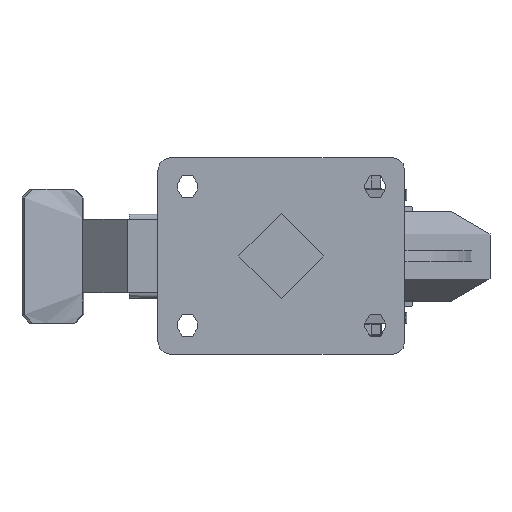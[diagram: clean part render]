
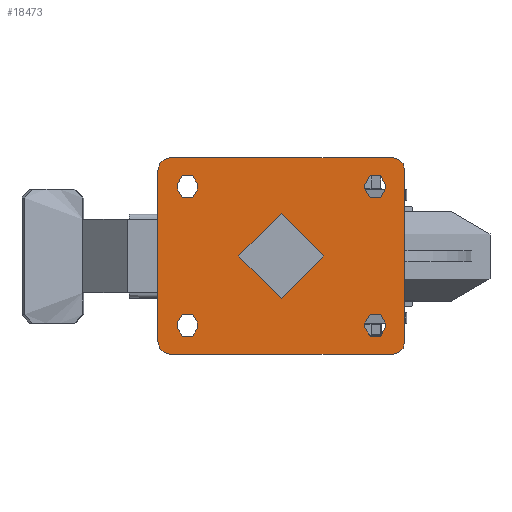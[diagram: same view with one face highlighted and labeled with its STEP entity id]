
A CAD part, top view. The second image highlights one B-rep face of the part: STEP entity #18473.
In plain terms, the highlighted planar face has unit normal (0, 0, 1).
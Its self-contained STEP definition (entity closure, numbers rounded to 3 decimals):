
#1594=FACE_BOUND('',#6936,.T.);
#1595=FACE_BOUND('',#6937,.T.);
#1596=FACE_BOUND('',#6938,.T.);
#1597=FACE_BOUND('',#6939,.T.);
#1598=FACE_BOUND('',#6940,.T.);
#1877=PLANE('',#20082);
#2713=LINE('',#31812,#4082);
#2714=LINE('',#31814,#4083);
#2715=LINE('',#31815,#4084);
#2716=LINE('',#31816,#4085);
#2717=LINE('',#31819,#4086);
#2718=LINE('',#31823,#4087);
#2719=LINE('',#31827,#4088);
#2720=LINE('',#31831,#4089);
#2721=LINE('',#31835,#4090);
#2722=LINE('',#31839,#4091);
#2723=LINE('',#31843,#4092);
#2724=LINE('',#31847,#4093);
#4082=VECTOR('',#22802,1000.);
#4083=VECTOR('',#22805,1000.);
#4084=VECTOR('',#22806,1000.);
#4085=VECTOR('',#22807,1000.);
#4086=VECTOR('',#22808,1000.);
#4087=VECTOR('',#22811,1000.);
#4088=VECTOR('',#22814,1000.);
#4089=VECTOR('',#22817,1000.);
#4090=VECTOR('',#22820,1000.);
#4091=VECTOR('',#22823,1000.);
#4092=VECTOR('',#22826,1000.);
#4093=VECTOR('',#22829,1000.);
#5720=FACE_OUTER_BOUND('',#6935,.T.);
#6935=EDGE_LOOP('',(#15071,#15072,#15073,#15074,#15075,#15076,#15077,#15078));
#6936=EDGE_LOOP('',(#15079,#15080,#15081,#15082));
#6937=EDGE_LOOP('',(#15083,#15084,#15085,#15086));
#6938=EDGE_LOOP('',(#15087,#15088,#15089,#15090));
#6939=EDGE_LOOP('',(#15091,#15092,#15093,#15094));
#6940=EDGE_LOOP('',(#15095));
#7850=CIRCLE('',#20053,23.75);
#7851=CIRCLE('',#20055,7.);
#7853=CIRCLE('',#20058,7.);
#7855=CIRCLE('',#20061,7.);
#7857=CIRCLE('',#20064,7.);
#7868=CIRCLE('',#20083,5.75);
#7869=CIRCLE('',#20084,5.75);
#7870=CIRCLE('',#20085,5.75);
#7871=CIRCLE('',#20086,5.75);
#7872=CIRCLE('',#20087,5.75);
#7873=CIRCLE('',#20088,5.75);
#7874=CIRCLE('',#20089,5.75);
#7875=CIRCLE('',#20090,5.75);
#9007=VERTEX_POINT('',#31747);
#9008=VERTEX_POINT('',#31751);
#9009=VERTEX_POINT('',#31752);
#9012=VERTEX_POINT('',#31760);
#9013=VERTEX_POINT('',#31761);
#9016=VERTEX_POINT('',#31769);
#9017=VERTEX_POINT('',#31770);
#9020=VERTEX_POINT('',#31778);
#9021=VERTEX_POINT('',#31779);
#9031=VERTEX_POINT('',#31817);
#9032=VERTEX_POINT('',#31818);
#9033=VERTEX_POINT('',#31820);
#9034=VERTEX_POINT('',#31822);
#9035=VERTEX_POINT('',#31825);
#9036=VERTEX_POINT('',#31826);
#9037=VERTEX_POINT('',#31828);
#9038=VERTEX_POINT('',#31830);
#9039=VERTEX_POINT('',#31833);
#9040=VERTEX_POINT('',#31834);
#9041=VERTEX_POINT('',#31836);
#9042=VERTEX_POINT('',#31838);
#9043=VERTEX_POINT('',#31841);
#9044=VERTEX_POINT('',#31842);
#9045=VERTEX_POINT('',#31844);
#9046=VERTEX_POINT('',#31846);
#11162=EDGE_CURVE('',#9007,#9007,#7850,.T.);
#11163=EDGE_CURVE('',#9008,#9009,#7851,.T.);
#11167=EDGE_CURVE('',#9012,#9013,#7853,.T.);
#11171=EDGE_CURVE('',#9016,#9017,#7855,.T.);
#11175=EDGE_CURVE('',#9020,#9021,#7857,.T.);
#11191=EDGE_CURVE('',#9017,#9020,#2713,.T.);
#11192=EDGE_CURVE('',#9009,#9016,#2714,.T.);
#11193=EDGE_CURVE('',#9013,#9008,#2715,.T.);
#11194=EDGE_CURVE('',#9021,#9012,#2716,.T.);
#11195=EDGE_CURVE('',#9031,#9032,#2717,.T.);
#11196=EDGE_CURVE('',#9032,#9033,#7868,.T.);
#11197=EDGE_CURVE('',#9033,#9034,#2718,.T.);
#11198=EDGE_CURVE('',#9034,#9031,#7869,.T.);
#11199=EDGE_CURVE('',#9035,#9036,#2719,.T.);
#11200=EDGE_CURVE('',#9036,#9037,#7870,.T.);
#11201=EDGE_CURVE('',#9037,#9038,#2720,.T.);
#11202=EDGE_CURVE('',#9038,#9035,#7871,.T.);
#11203=EDGE_CURVE('',#9039,#9040,#2721,.T.);
#11204=EDGE_CURVE('',#9040,#9041,#7872,.T.);
#11205=EDGE_CURVE('',#9041,#9042,#2722,.T.);
#11206=EDGE_CURVE('',#9042,#9039,#7873,.T.);
#11207=EDGE_CURVE('',#9043,#9044,#2723,.T.);
#11208=EDGE_CURVE('',#9044,#9045,#7874,.T.);
#11209=EDGE_CURVE('',#9045,#9046,#2724,.T.);
#11210=EDGE_CURVE('',#9046,#9043,#7875,.T.);
#15071=ORIENTED_EDGE('',*,*,#11175,.F.);
#15072=ORIENTED_EDGE('',*,*,#11191,.F.);
#15073=ORIENTED_EDGE('',*,*,#11171,.F.);
#15074=ORIENTED_EDGE('',*,*,#11192,.F.);
#15075=ORIENTED_EDGE('',*,*,#11163,.F.);
#15076=ORIENTED_EDGE('',*,*,#11193,.F.);
#15077=ORIENTED_EDGE('',*,*,#11167,.F.);
#15078=ORIENTED_EDGE('',*,*,#11194,.F.);
#15079=ORIENTED_EDGE('',*,*,#11195,.T.);
#15080=ORIENTED_EDGE('',*,*,#11196,.T.);
#15081=ORIENTED_EDGE('',*,*,#11197,.T.);
#15082=ORIENTED_EDGE('',*,*,#11198,.T.);
#15083=ORIENTED_EDGE('',*,*,#11199,.T.);
#15084=ORIENTED_EDGE('',*,*,#11200,.T.);
#15085=ORIENTED_EDGE('',*,*,#11201,.T.);
#15086=ORIENTED_EDGE('',*,*,#11202,.T.);
#15087=ORIENTED_EDGE('',*,*,#11203,.T.);
#15088=ORIENTED_EDGE('',*,*,#11204,.T.);
#15089=ORIENTED_EDGE('',*,*,#11205,.T.);
#15090=ORIENTED_EDGE('',*,*,#11206,.T.);
#15091=ORIENTED_EDGE('',*,*,#11207,.T.);
#15092=ORIENTED_EDGE('',*,*,#11208,.T.);
#15093=ORIENTED_EDGE('',*,*,#11209,.T.);
#15094=ORIENTED_EDGE('',*,*,#11210,.T.);
#15095=ORIENTED_EDGE('',*,*,#11162,.F.);
#18473=ADVANCED_FACE('',(#5720,#1594,#1595,#1596,#1597,#1598),#1877,.T.);
#20053=AXIS2_PLACEMENT_3D('',#31749,#22733,#22734);
#20055=AXIS2_PLACEMENT_3D('',#31753,#22737,#22738);
#20058=AXIS2_PLACEMENT_3D('',#31762,#22745,#22746);
#20061=AXIS2_PLACEMENT_3D('',#31771,#22753,#22754);
#20064=AXIS2_PLACEMENT_3D('',#31780,#22761,#22762);
#20082=AXIS2_PLACEMENT_3D('',#31813,#22803,#22804);
#20083=AXIS2_PLACEMENT_3D('',#31821,#22809,#22810);
#20084=AXIS2_PLACEMENT_3D('',#31824,#22812,#22813);
#20085=AXIS2_PLACEMENT_3D('',#31829,#22815,#22816);
#20086=AXIS2_PLACEMENT_3D('',#31832,#22818,#22819);
#20087=AXIS2_PLACEMENT_3D('',#31837,#22821,#22822);
#20088=AXIS2_PLACEMENT_3D('',#31840,#22824,#22825);
#20089=AXIS2_PLACEMENT_3D('',#31845,#22827,#22828);
#20090=AXIS2_PLACEMENT_3D('',#31848,#22830,#22831);
#22733=DIRECTION('center_axis',(0.,0.,1.));
#22734=DIRECTION('ref_axis',(1.,0.,0.));
#22737=DIRECTION('center_axis',(0.,0.,-1.));
#22738=DIRECTION('ref_axis',(-0.707,0.707,0.));
#22745=DIRECTION('center_axis',(0.,0.,-1.));
#22746=DIRECTION('ref_axis',(-0.707,-0.707,0.));
#22753=DIRECTION('center_axis',(0.,0.,-1.));
#22754=DIRECTION('ref_axis',(0.707,0.707,0.));
#22761=DIRECTION('center_axis',(0.,0.,-1.));
#22762=DIRECTION('ref_axis',(0.707,-0.707,0.));
#22802=DIRECTION('',(0.,-1.,0.));
#22803=DIRECTION('center_axis',(0.,0.,1.));
#22804=DIRECTION('ref_axis',(1.,0.,0.));
#22805=DIRECTION('',(1.,0.,0.));
#22806=DIRECTION('',(0.,1.,0.));
#22807=DIRECTION('',(-1.,0.,0.));
#22808=DIRECTION('',(0.,-1.,0.));
#22809=DIRECTION('center_axis',(0.,0.,-1.));
#22810=DIRECTION('ref_axis',(1.,0.,0.));
#22811=DIRECTION('',(0.,1.,0.));
#22812=DIRECTION('center_axis',(0.,0.,-1.));
#22813=DIRECTION('ref_axis',(1.,0.,0.));
#22814=DIRECTION('',(0.,1.,0.));
#22815=DIRECTION('center_axis',(0.,0.,-1.));
#22816=DIRECTION('ref_axis',(1.,0.,0.));
#22817=DIRECTION('',(0.,-1.,0.));
#22818=DIRECTION('center_axis',(0.,0.,-1.));
#22819=DIRECTION('ref_axis',(1.,0.,0.));
#22820=DIRECTION('',(0.,-1.,0.));
#22821=DIRECTION('center_axis',(0.,0.,-1.));
#22822=DIRECTION('ref_axis',(-1.,0.,0.));
#22823=DIRECTION('',(0.,1.,0.));
#22824=DIRECTION('center_axis',(0.,0.,-1.));
#22825=DIRECTION('ref_axis',(-1.,0.,0.));
#22826=DIRECTION('',(0.,1.,0.));
#22827=DIRECTION('center_axis',(0.,0.,-1.));
#22828=DIRECTION('ref_axis',(-1.,0.,0.));
#22829=DIRECTION('',(0.,-1.,0.));
#22830=DIRECTION('center_axis',(0.,0.,-1.));
#22831=DIRECTION('ref_axis',(-1.,0.,0.));
#31747=CARTESIAN_POINT('',(-23.75,0.,0.));
#31749=CARTESIAN_POINT('Origin',(0.,0.,0.));
#31751=CARTESIAN_POINT('',(-69.,48.,0.));
#31752=CARTESIAN_POINT('',(-62.,55.,0.));
#31753=CARTESIAN_POINT('Origin',(-62.,48.,0.));
#31760=CARTESIAN_POINT('',(-62.,-55.,0.));
#31761=CARTESIAN_POINT('',(-69.,-48.,0.));
#31762=CARTESIAN_POINT('Origin',(-62.,-48.,0.));
#31769=CARTESIAN_POINT('',(62.,55.,0.));
#31770=CARTESIAN_POINT('',(69.,48.,0.));
#31771=CARTESIAN_POINT('Origin',(62.,48.,0.));
#31778=CARTESIAN_POINT('',(69.,-48.,0.));
#31779=CARTESIAN_POINT('',(62.,-55.,0.));
#31780=CARTESIAN_POINT('Origin',(62.,-48.,0.));
#31812=CARTESIAN_POINT('',(69.,55.,0.));
#31813=CARTESIAN_POINT('Origin',(0.,0.,0.));
#31814=CARTESIAN_POINT('',(-69.,55.,0.));
#31815=CARTESIAN_POINT('',(-69.,-55.,0.));
#31816=CARTESIAN_POINT('',(69.,-55.,0.));
#31817=CARTESIAN_POINT('',(-46.75,40.,0.));
#31818=CARTESIAN_POINT('',(-46.75,37.5,0.));
#31819=CARTESIAN_POINT('',(-46.75,40.,0.));
#31820=CARTESIAN_POINT('',(-58.25,37.5,0.));
#31821=CARTESIAN_POINT('Origin',(-52.5,37.5,0.));
#31822=CARTESIAN_POINT('',(-58.25,40.,0.));
#31823=CARTESIAN_POINT('',(-58.25,40.,0.));
#31824=CARTESIAN_POINT('Origin',(-52.5,40.,0.));
#31825=CARTESIAN_POINT('',(-58.25,-40.,0.));
#31826=CARTESIAN_POINT('',(-58.25,-37.5,0.));
#31827=CARTESIAN_POINT('',(-58.25,-40.,0.));
#31828=CARTESIAN_POINT('',(-46.75,-37.5,0.));
#31829=CARTESIAN_POINT('Origin',(-52.5,-37.5,0.));
#31830=CARTESIAN_POINT('',(-46.75,-40.,0.));
#31831=CARTESIAN_POINT('',(-46.75,-40.,0.));
#31832=CARTESIAN_POINT('Origin',(-52.5,-40.,0.));
#31833=CARTESIAN_POINT('',(58.25,40.,0.));
#31834=CARTESIAN_POINT('',(58.25,37.5,0.));
#31835=CARTESIAN_POINT('',(58.25,40.,0.));
#31836=CARTESIAN_POINT('',(46.75,37.5,0.));
#31837=CARTESIAN_POINT('Origin',(52.5,37.5,0.));
#31838=CARTESIAN_POINT('',(46.75,40.,0.));
#31839=CARTESIAN_POINT('',(46.75,40.,0.));
#31840=CARTESIAN_POINT('Origin',(52.5,40.,0.));
#31841=CARTESIAN_POINT('',(46.75,-40.,0.));
#31842=CARTESIAN_POINT('',(46.75,-37.5,0.));
#31843=CARTESIAN_POINT('',(46.75,-40.,0.));
#31844=CARTESIAN_POINT('',(58.25,-37.5,0.));
#31845=CARTESIAN_POINT('Origin',(52.5,-37.5,0.));
#31846=CARTESIAN_POINT('',(58.25,-40.,0.));
#31847=CARTESIAN_POINT('',(58.25,-40.,0.));
#31848=CARTESIAN_POINT('Origin',(52.5,-40.,0.));
